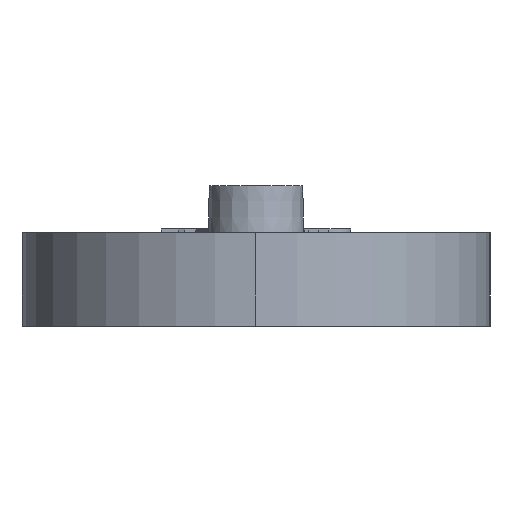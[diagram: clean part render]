
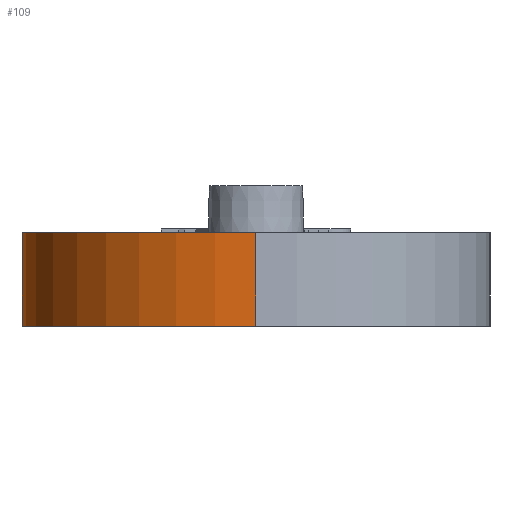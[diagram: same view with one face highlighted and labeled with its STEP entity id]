
A CAD part, left-side view. The second image highlights one B-rep face of the part: STEP entity #109.
In plain terms, the highlighted cylindrical face has radius 12.5 mm (diameter 25 mm), a partial arc.
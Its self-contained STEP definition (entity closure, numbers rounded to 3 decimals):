
#109 = ADVANCED_FACE( '', ( #848 ), #849, .T. );
#848 = FACE_OUTER_BOUND( '', #2166, .T. );
#849 = CYLINDRICAL_SURFACE( '', #2167, 12.5 );
#2166 = EDGE_LOOP( '', ( #4107, #4108, #4109, #4110 ) );
#2167 = AXIS2_PLACEMENT_3D( '', #4111, #4112, #4113 );
#4107 = ORIENTED_EDGE( '', *, *, #8242, .T. );
#4108 = ORIENTED_EDGE( '', *, *, #8839, .F. );
#4109 = ORIENTED_EDGE( '', *, *, #8601, .F. );
#4110 = ORIENTED_EDGE( '', *, *, #8840, .T. );
#4111 = CARTESIAN_POINT( '', ( -65.5, 0., 0. ) );
#4112 = DIRECTION( '', ( 0., 0., -1. ) );
#4113 = DIRECTION( '', ( 0., 1., 0. ) );
#8242 = EDGE_CURVE( '', #9805, #9803, #9806, .T. );
#8601 = EDGE_CURVE( '', #10515, #10517, #10518, .T. );
#8839 = EDGE_CURVE( '', #10517, #9803, #10964, .T. );
#8840 = EDGE_CURVE( '', #10515, #9805, #10965, .T. );
#9803 = VERTEX_POINT( '', #12382 );
#9805 = VERTEX_POINT( '', #12385 );
#9806 = CIRCLE( '', #12386, 12.5 );
#10515 = VERTEX_POINT( '', #13417 );
#10517 = VERTEX_POINT( '', #13419 );
#10518 = CIRCLE( '', #13420, 12.5 );
#10964 = LINE( '', #14079, #14080 );
#10965 = LINE( '', #14081, #14082 );
#12382 = CARTESIAN_POINT( '', ( -65.5, 12.5, 5. ) );
#12385 = CARTESIAN_POINT( '', ( -78., 0., 5. ) );
#12386 = AXIS2_PLACEMENT_3D( '', #16382, #16383, #16384 );
#13417 = CARTESIAN_POINT( '', ( -78., 0., 0. ) );
#13419 = CARTESIAN_POINT( '', ( -65.5, 12.5, 0. ) );
#13420 = AXIS2_PLACEMENT_3D( '', #16815, #16816, #16817 );
#14079 = CARTESIAN_POINT( '', ( -65.5, 12.5, 0. ) );
#14080 = VECTOR( '', #17103, 1000. );
#14081 = CARTESIAN_POINT( '', ( -78., 0., 0. ) );
#14082 = VECTOR( '', #17104, 1000. );
#16382 = CARTESIAN_POINT( '', ( -65.5, 0., 5. ) );
#16383 = DIRECTION( '', ( 0., 0., -1. ) );
#16384 = DIRECTION( '', ( 0., 1., 0. ) );
#16815 = CARTESIAN_POINT( '', ( -65.5, 0., 0. ) );
#16816 = DIRECTION( '', ( 0., 0., -1. ) );
#16817 = DIRECTION( '', ( 0., 1., 0. ) );
#17103 = DIRECTION( '', ( 0., 0., 1. ) );
#17104 = DIRECTION( '', ( 0., 0., 1. ) );
